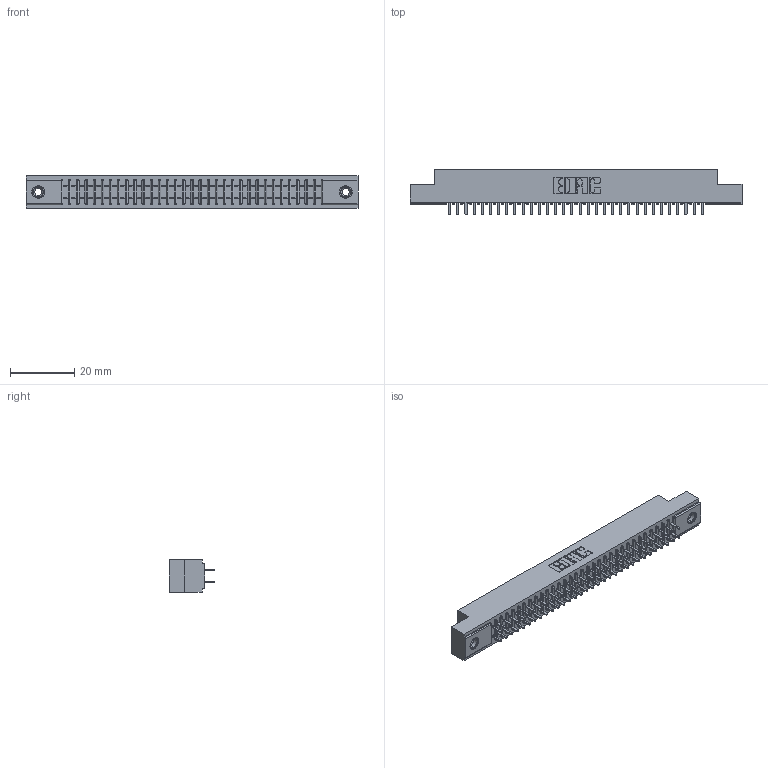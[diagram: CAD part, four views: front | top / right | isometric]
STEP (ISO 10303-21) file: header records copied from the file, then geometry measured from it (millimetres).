
FILE_DESCRIPTION (( 'STEP AP203' ), '1' );
FILE_NAME ('341-064-520-208.STEP', '2018-08-07T18:11:53', ( '' ), ( '' ), 'SwSTEP 2.0', 'SolidWorks 2016', '' );
FILE_SCHEMA (( 'CONFIG_CONTROL_DESIGN' ));
Length unit declared in the file: inch
Products named in the file (4): 341 Part_.156 (3.96) Dia Mounting Holes; 341-292-001_341-292-120; 345-250-001_345-250-003-102; 341-064-520-208
Assembly tree (67 placements, depth 2):
  341-064-520-208
    341 Part_.156 (3.96) Dia Mounting Holes
    341-292-001_341-292-120  x64
    345-250-001_345-250-003-102  x2
Bounding box: 103.5 x 14.27 x 10.16 mm (x, y, z)
Volume: 7630.5 mm3; surface area: 13188 mm2
Topology: 67 solids, 67 shells, 4400 faces, 12708 edges, 8226 vertices
Faces by surface type: plane 2660, cylinder 1596, sphere 66, torus 66, cone 12
Entity records: 41244 total; most frequent: CARTESIAN_POINT 6839, ORIENTED_EDGE 6788, DIRECTION 6654, EDGE_CURVE 3394, LINE 2728, VECTOR 2728, VERTEX_POINT 2148, AXIS2_PLACEMENT_3D 1963
